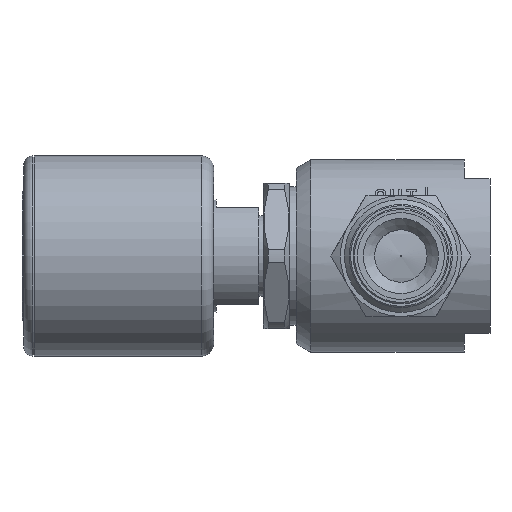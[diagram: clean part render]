
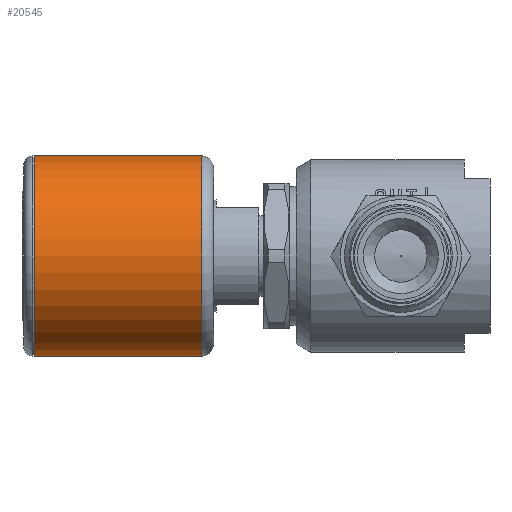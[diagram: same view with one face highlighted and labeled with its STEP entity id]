
A CAD part, left-side view. The second image highlights one B-rep face of the part: STEP entity #20545.
In plain terms, the highlighted cylindrical face has radius 19.685 mm (diameter 39.37 mm), a full revolution.
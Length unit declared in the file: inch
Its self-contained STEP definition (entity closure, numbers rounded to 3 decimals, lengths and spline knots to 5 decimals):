
#689=B_SPLINE_CURVE_WITH_KNOTS('',3,(#34454,#34455,#34456,#34457,#34458,
#34459,#34460,#34461,#34462,#34463,#34464,#34465,#34466,#34467,#34468,#34469,
#34470,#34471),.UNSPECIFIED.,.F.,.F.,(4,2,2,2,2,2,2,2,4),(0.05932,
0.07415,0.08898,0.10381,0.11864,
0.13348,0.14831,0.16314,0.17797),
 .UNSPECIFIED.);
#690=B_SPLINE_CURVE_WITH_KNOTS('',3,(#34472,#34473,#34474,#34475,#34476,
#34477,#34478,#34479,#34480,#34481,#34482,#34483,#34484,#34485,#34486,#34487,
#34488,#34489,#34490),.UNSPECIFIED.,.F.,.F.,(4,2,2,2,3,2,2,2,4),(0.17797,
0.1928,0.20763,0.22246,0.23729,
0.25212,0.26695,0.28178,0.29661),
 .UNSPECIFIED.);
#691=B_SPLINE_CURVE_WITH_KNOTS('',3,(#34494,#34495,#34496,#34497,#34498,
#34499,#34500,#34501,#34502,#34503,#34504,#34505,#34506,#34507,#34508,#34509,
#34510,#34511),.UNSPECIFIED.,.F.,.F.,(4,2,2,2,2,2,2,2,4),(0.05932,
0.07415,0.08898,0.10381,0.11864,
0.13348,0.14831,0.16314,0.17797),
 .UNSPECIFIED.);
#692=B_SPLINE_CURVE_WITH_KNOTS('',3,(#34512,#34513,#34514,#34515,#34516,
#34517,#34518,#34519,#34520,#34521,#34522,#34523,#34524,#34525,#34526,#34527,
#34528,#34529,#34530),.UNSPECIFIED.,.F.,.F.,(4,2,2,2,3,2,2,2,4),(0.17797,
0.1928,0.20763,0.22246,0.23729,
0.25212,0.26695,0.28178,0.29661),
 .UNSPECIFIED.);
#5530=FACE_BOUND('',#7754,.T.);
#5531=FACE_BOUND('',#7755,.T.);
#5532=FACE_BOUND('',#7756,.T.);
#6521=FACE_OUTER_BOUND('',#7753,.T.);
#7753=EDGE_LOOP('',(#17681));
#7754=EDGE_LOOP('',(#17682,#17683));
#7755=EDGE_LOOP('',(#17684,#17685));
#7756=EDGE_LOOP('',(#17686));
#8114=CIRCLE('',#21485,0.775);
#8116=CIRCLE('',#21488,0.775);
#9843=VERTEX_POINT('',#34452);
#9844=VERTEX_POINT('',#34453);
#9845=VERTEX_POINT('',#34492);
#9846=VERTEX_POINT('',#34493);
#9849=VERTEX_POINT('',#34572);
#9851=VERTEX_POINT('',#34577);
#12504=EDGE_CURVE('',#9843,#9844,#689,.T.);
#12505=EDGE_CURVE('',#9844,#9843,#690,.T.);
#12506=EDGE_CURVE('',#9845,#9846,#691,.T.);
#12507=EDGE_CURVE('',#9846,#9845,#692,.T.);
#12510=EDGE_CURVE('',#9849,#9849,#8114,.T.);
#12512=EDGE_CURVE('',#9851,#9851,#8116,.T.);
#17681=ORIENTED_EDGE('',*,*,#12512,.F.);
#17682=ORIENTED_EDGE('',*,*,#12504,.T.);
#17683=ORIENTED_EDGE('',*,*,#12505,.T.);
#17684=ORIENTED_EDGE('',*,*,#12506,.T.);
#17685=ORIENTED_EDGE('',*,*,#12507,.T.);
#17686=ORIENTED_EDGE('',*,*,#12510,.F.);
#18489=CYLINDRICAL_SURFACE('',#21487,0.775);
#20545=ADVANCED_FACE('',(#6521,#5530,#5531,#5532),#18489,.T.);
#21485=AXIS2_PLACEMENT_3D('',#34573,#25012,#25013);
#21487=AXIS2_PLACEMENT_3D('',#34576,#25016,#25017);
#21488=AXIS2_PLACEMENT_3D('',#34578,#25018,#25019);
#25012=DIRECTION('center_axis',(0.,-1.,0.));
#25013=DIRECTION('ref_axis',(1.,0.,0.));
#25016=DIRECTION('center_axis',(0.,1.,0.));
#25017=DIRECTION('ref_axis',(1.,0.,0.));
#25018=DIRECTION('center_axis',(0.,1.,0.));
#25019=DIRECTION('ref_axis',(1.,0.,0.));
#34452=CARTESIAN_POINT('',(0.775,2.4285,0.));
#34453=CARTESIAN_POINT('',(0.775,2.4595,0.));
#34454=CARTESIAN_POINT('Ctrl Pts',(0.775,2.4285,0.));
#34455=CARTESIAN_POINT('Ctrl Pts',(0.775,2.4285,0.00195));
#34456=CARTESIAN_POINT('Ctrl Pts',(0.77499,2.42889,0.00402));
#34457=CARTESIAN_POINT('Ctrl Pts',(0.77496,2.43047,0.00784));
#34458=CARTESIAN_POINT('Ctrl Pts',(0.77494,2.43166,0.00958));
#34459=CARTESIAN_POINT('Ctrl Pts',(0.7749,2.43442,0.01234));
#34460=CARTESIAN_POINT('Ctrl Pts',(0.77488,2.43616,0.01353));
#34461=CARTESIAN_POINT('Ctrl Pts',(0.77485,2.43998,0.01511));
#34462=CARTESIAN_POINT('Ctrl Pts',(0.77484,2.44205,0.0155));
#34463=CARTESIAN_POINT('Ctrl Pts',(0.77484,2.44595,0.0155));
#34464=CARTESIAN_POINT('Ctrl Pts',(0.77485,2.44802,0.01511));
#34465=CARTESIAN_POINT('Ctrl Pts',(0.77488,2.45184,0.01353));
#34466=CARTESIAN_POINT('Ctrl Pts',(0.7749,2.45358,0.01234));
#34467=CARTESIAN_POINT('Ctrl Pts',(0.77494,2.45634,0.00958));
#34468=CARTESIAN_POINT('Ctrl Pts',(0.77496,2.45753,0.00784));
#34469=CARTESIAN_POINT('Ctrl Pts',(0.77499,2.45911,0.00402));
#34470=CARTESIAN_POINT('Ctrl Pts',(0.775,2.4595,0.00195));
#34471=CARTESIAN_POINT('Ctrl Pts',(0.775,2.4595,0.));
#34472=CARTESIAN_POINT('Ctrl Pts',(0.775,2.4595,0.));
#34473=CARTESIAN_POINT('Ctrl Pts',(0.775,2.4595,-0.00195));
#34474=CARTESIAN_POINT('Ctrl Pts',(0.77499,2.45911,-0.00402));
#34475=CARTESIAN_POINT('Ctrl Pts',(0.77496,2.45753,-0.00784));
#34476=CARTESIAN_POINT('Ctrl Pts',(0.77494,2.45634,-0.00958));
#34477=CARTESIAN_POINT('Ctrl Pts',(0.7749,2.45358,-0.01234));
#34478=CARTESIAN_POINT('Ctrl Pts',(0.77488,2.45184,-0.01353));
#34479=CARTESIAN_POINT('Ctrl Pts',(0.77485,2.44802,-0.01511));
#34480=CARTESIAN_POINT('Ctrl Pts',(0.77484,2.44595,-0.0155));
#34481=CARTESIAN_POINT('Ctrl Pts',(0.77484,2.444,-0.0155));
#34482=CARTESIAN_POINT('Ctrl Pts',(0.77484,2.44205,-0.0155));
#34483=CARTESIAN_POINT('Ctrl Pts',(0.77485,2.43998,-0.01511));
#34484=CARTESIAN_POINT('Ctrl Pts',(0.77488,2.43616,-0.01353));
#34485=CARTESIAN_POINT('Ctrl Pts',(0.7749,2.43442,-0.01234));
#34486=CARTESIAN_POINT('Ctrl Pts',(0.77494,2.43166,-0.00958));
#34487=CARTESIAN_POINT('Ctrl Pts',(0.77496,2.43047,-0.00784));
#34488=CARTESIAN_POINT('Ctrl Pts',(0.77499,2.42889,-0.00402));
#34489=CARTESIAN_POINT('Ctrl Pts',(0.775,2.4285,-0.00195));
#34490=CARTESIAN_POINT('Ctrl Pts',(0.775,2.4285,0.));
#34492=CARTESIAN_POINT('',(0.775,2.9145,0.));
#34493=CARTESIAN_POINT('',(0.775,2.9455,0.));
#34494=CARTESIAN_POINT('Ctrl Pts',(0.775,2.9145,0.));
#34495=CARTESIAN_POINT('Ctrl Pts',(0.775,2.9145,0.00195));
#34496=CARTESIAN_POINT('Ctrl Pts',(0.77499,2.91489,0.00402));
#34497=CARTESIAN_POINT('Ctrl Pts',(0.77496,2.91647,0.00784));
#34498=CARTESIAN_POINT('Ctrl Pts',(0.77494,2.91766,0.00958));
#34499=CARTESIAN_POINT('Ctrl Pts',(0.7749,2.92042,0.01234));
#34500=CARTESIAN_POINT('Ctrl Pts',(0.77488,2.92216,0.01353));
#34501=CARTESIAN_POINT('Ctrl Pts',(0.77485,2.92598,0.01511));
#34502=CARTESIAN_POINT('Ctrl Pts',(0.77484,2.92805,0.0155));
#34503=CARTESIAN_POINT('Ctrl Pts',(0.77484,2.93195,0.0155));
#34504=CARTESIAN_POINT('Ctrl Pts',(0.77485,2.93402,0.01511));
#34505=CARTESIAN_POINT('Ctrl Pts',(0.77488,2.93784,0.01353));
#34506=CARTESIAN_POINT('Ctrl Pts',(0.7749,2.93958,0.01234));
#34507=CARTESIAN_POINT('Ctrl Pts',(0.77494,2.94234,0.00958));
#34508=CARTESIAN_POINT('Ctrl Pts',(0.77496,2.94353,0.00784));
#34509=CARTESIAN_POINT('Ctrl Pts',(0.77499,2.94511,0.00402));
#34510=CARTESIAN_POINT('Ctrl Pts',(0.775,2.9455,0.00195));
#34511=CARTESIAN_POINT('Ctrl Pts',(0.775,2.9455,0.));
#34512=CARTESIAN_POINT('Ctrl Pts',(0.775,2.9455,0.));
#34513=CARTESIAN_POINT('Ctrl Pts',(0.775,2.9455,-0.00195));
#34514=CARTESIAN_POINT('Ctrl Pts',(0.77499,2.94511,-0.00402));
#34515=CARTESIAN_POINT('Ctrl Pts',(0.77496,2.94353,-0.00784));
#34516=CARTESIAN_POINT('Ctrl Pts',(0.77494,2.94234,-0.00958));
#34517=CARTESIAN_POINT('Ctrl Pts',(0.7749,2.93958,-0.01234));
#34518=CARTESIAN_POINT('Ctrl Pts',(0.77488,2.93784,-0.01353));
#34519=CARTESIAN_POINT('Ctrl Pts',(0.77485,2.93402,-0.01511));
#34520=CARTESIAN_POINT('Ctrl Pts',(0.77484,2.93195,-0.0155));
#34521=CARTESIAN_POINT('Ctrl Pts',(0.77484,2.93,-0.0155));
#34522=CARTESIAN_POINT('Ctrl Pts',(0.77484,2.92805,-0.0155));
#34523=CARTESIAN_POINT('Ctrl Pts',(0.77485,2.92598,-0.01511));
#34524=CARTESIAN_POINT('Ctrl Pts',(0.77488,2.92216,-0.01353));
#34525=CARTESIAN_POINT('Ctrl Pts',(0.7749,2.92042,-0.01234));
#34526=CARTESIAN_POINT('Ctrl Pts',(0.77494,2.91766,-0.00958));
#34527=CARTESIAN_POINT('Ctrl Pts',(0.77496,2.91647,-0.00784));
#34528=CARTESIAN_POINT('Ctrl Pts',(0.77499,2.91489,-0.00402));
#34529=CARTESIAN_POINT('Ctrl Pts',(0.775,2.9145,-0.00195));
#34530=CARTESIAN_POINT('Ctrl Pts',(0.775,2.9145,0.));
#34572=CARTESIAN_POINT('',(-0.775,2.233,0.));
#34573=CARTESIAN_POINT('Origin',(0.,2.233,0.));
#34576=CARTESIAN_POINT('Origin',(0.,2.66,0.));
#34577=CARTESIAN_POINT('',(0.775,3.53,0.));
#34578=CARTESIAN_POINT('Origin',(0.,3.53,0.));
